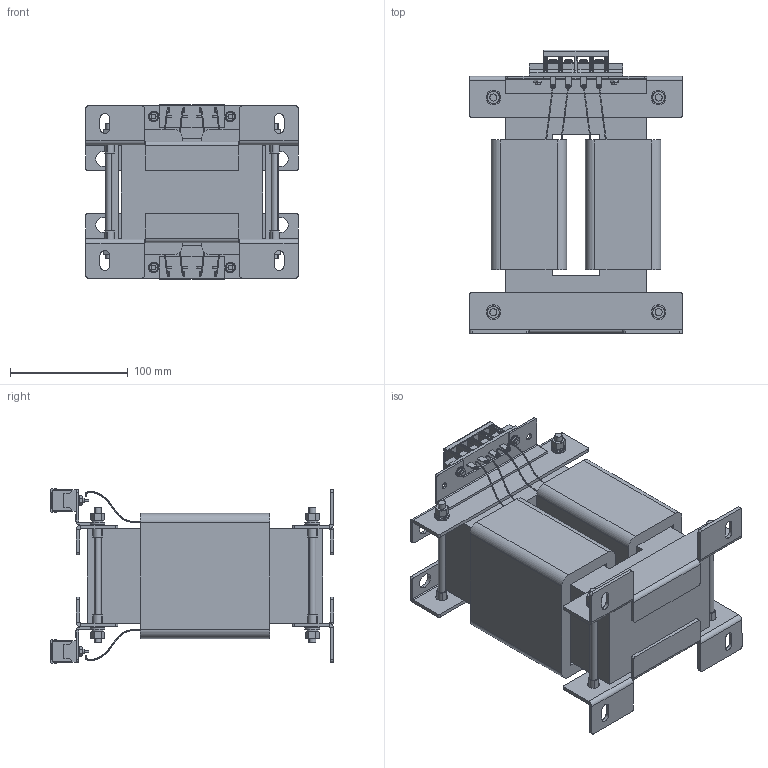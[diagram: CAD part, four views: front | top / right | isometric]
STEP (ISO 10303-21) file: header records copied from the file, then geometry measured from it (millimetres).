
FILE_DESCRIPTION (( 'STEP AP214' ), '1' );
FILE_NAME ('9411 STEP.STEP', '2025-04-12T04:12:22', ( '' ), ( '' ), 'SwSTEP 2.0', 'SolidWorks 2022', '' );
FILE_SCHEMA (( 'AUTOMOTIVE_DESIGN' ));
Length unit declared in the file: millimetre
Products named in the file (1): 9411 STEP
Bounding box: 180 x 240 x 147.99 mm (x, y, z)
Volume: 2395786.2 mm3; surface area: 411593.9 mm2
Topology: 69 solids, 69 shells, 2499 faces, 6074 edges, 3728 vertices
Faces by surface type: plane 1413, cylinder 572, cone 200, bspline 170, torus 144
Entity records: 111017 total; most frequent: CARTESIAN_POINT 26102, ORIENTED_EDGE 12084, DIRECTION 10962, EDGE_CURVE 6042, VERTEX_POINT 3728, AXIS2_PLACEMENT_3D 3714, LINE 3534, VECTOR 3534
